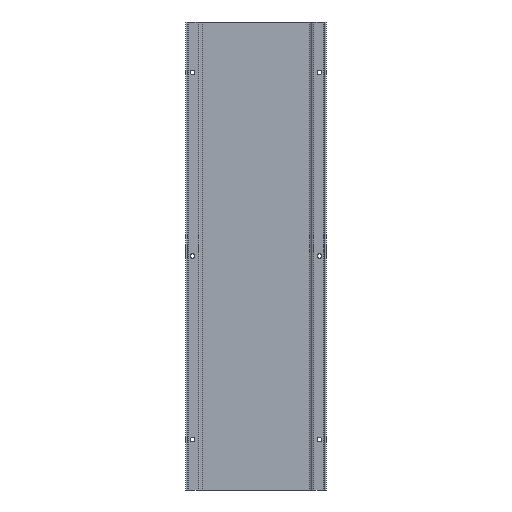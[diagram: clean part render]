
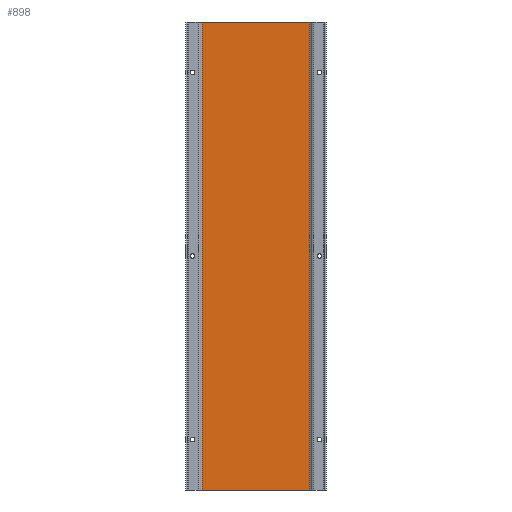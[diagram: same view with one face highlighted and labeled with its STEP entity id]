
A CAD part, front view. The second image highlights one B-rep face of the part: STEP entity #898.
In plain terms, the highlighted planar face has unit normal (0, -1, 0).
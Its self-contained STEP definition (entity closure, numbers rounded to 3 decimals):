
#165 = FACE_OUTER_BOUND ( 'NONE', #1327, .T. ) ;
#247 = CARTESIAN_POINT ( 'NONE',  ( -58.5, 45., 255. ) ) ;
#293 = DIRECTION ( 'NONE',  ( -1., 0., 0. ) ) ;
#406 = DIRECTION ( 'NONE',  ( -1., 0., 0. ) ) ;
#490 = DIRECTION ( 'NONE',  ( 0., 0., -1. ) ) ;
#641 = CARTESIAN_POINT ( 'NONE',  ( 58.5, 45., -255. ) ) ;
#649 = CARTESIAN_POINT ( 'NONE',  ( 58.5, 45., 255. ) ) ;
#898 = ADVANCED_FACE ( 'NONE', ( #165 ), #1067, .T. ) ;
#940 = DIRECTION ( 'NONE',  ( 1., 0., 0. ) ) ;
#952 = DIRECTION ( 'NONE',  ( 0., -1., 0. ) ) ;
#1015 = CARTESIAN_POINT ( 'NONE',  ( -61.5, 45., -255. ) ) ;
#1044 = ORIENTED_EDGE ( 'NONE', *, *, #1140, .F. ) ;
#1061 = CARTESIAN_POINT ( 'NONE',  ( -61.5, 45., 255. ) ) ;
#1067 = PLANE ( 'NONE',  #1934 ) ;
#1140 = EDGE_CURVE ( 'NONE', #1285, #1657, #2236, .T. ) ;
#1142 = ORIENTED_EDGE ( 'NONE', *, *, #1325, .T. ) ;
#1146 = ORIENTED_EDGE ( 'NONE', *, *, #1350, .F. ) ;
#1181 = CARTESIAN_POINT ( 'NONE',  ( -61.5, 45., 255. ) ) ;
#1193 = CARTESIAN_POINT ( 'NONE',  ( -58.5, 45., 255. ) ) ;
#1285 = VERTEX_POINT ( 'NONE', #2227 ) ;
#1318 = CARTESIAN_POINT ( 'NONE',  ( -58.5, 45., -255. ) ) ;
#1325 = EDGE_CURVE ( 'NONE', #1285, #1721, #1987, .T. ) ;
#1327 = EDGE_LOOP ( 'NONE', ( #1146, #1044, #1142, #1407 ) ) ;
#1350 = EDGE_CURVE ( 'NONE', #1657, #1631, #1920, .T. ) ;
#1369 = EDGE_CURVE ( 'NONE', #1721, #1631, #1891, .T. ) ;
#1407 = ORIENTED_EDGE ( 'NONE', *, *, #1369, .T. ) ;
#1631 = VERTEX_POINT ( 'NONE', #1318 ) ;
#1657 = VERTEX_POINT ( 'NONE', #641 ) ;
#1721 = VERTEX_POINT ( 'NONE', #247 ) ;
#1845 = DIRECTION ( 'NONE',  ( 0., 0., -1. ) ) ;
#1861 = VECTOR ( 'NONE', #1845, 1000. ) ;
#1891 = LINE ( 'NONE', #1193, #1861 ) ;
#1916 = VECTOR ( 'NONE', #406, 1000. ) ;
#1920 = LINE ( 'NONE', #1015, #1916 ) ;
#1934 = AXIS2_PLACEMENT_3D ( 'NONE', #1181, #952, #940 ) ;
#1944 = VECTOR ( 'NONE', #293, 1000. ) ;
#1987 = LINE ( 'NONE', #1061, #1944 ) ;
#2214 = VECTOR ( 'NONE', #490, 1000. ) ;
#2227 = CARTESIAN_POINT ( 'NONE',  ( 58.5, 45., 255. ) ) ;
#2236 = LINE ( 'NONE', #649, #2214 ) ;
